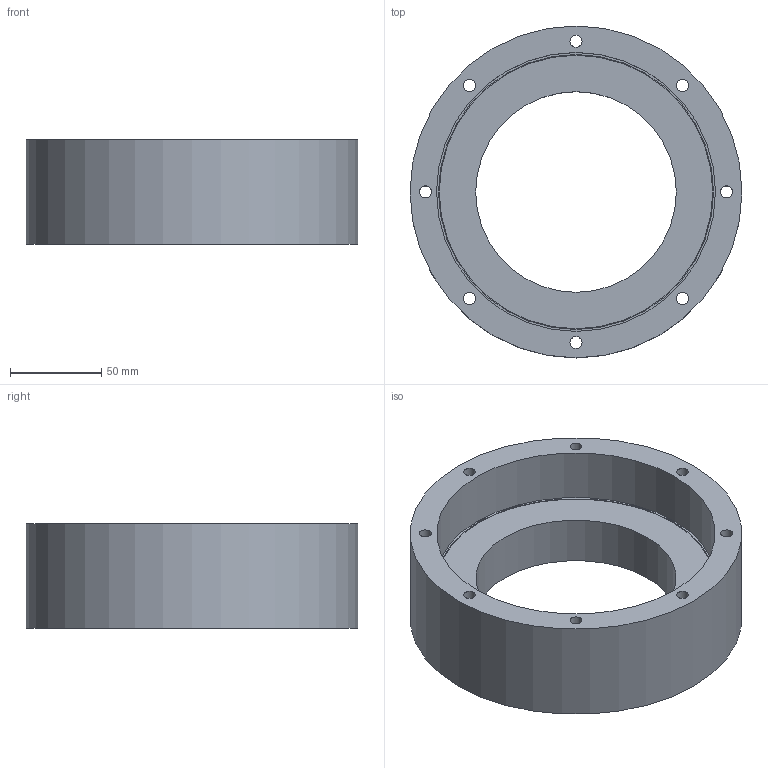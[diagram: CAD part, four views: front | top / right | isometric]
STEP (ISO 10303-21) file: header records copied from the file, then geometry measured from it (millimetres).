
FILE_DESCRIPTION(/* description */ (''),/* implementation_level */ '2;1');
FILE_NAME(/* name */ 'MOT Coils.step',/* time_stamp */ '2023-07-27T11:19:57+02:00',/* author */ (''),/* organization */ (''),/* preprocessor_version */ 'ST-DEVELOPER v20',/* originating_system */ 'Autodesk Translation Framework v12.9.0.99',/* authorisation */ '');
FILE_SCHEMA (('AUTOMOTIVE_DESIGN { 1 0 10303 214 3 1 1 }'));
Length unit declared in the file: millimetre
Products named in the file (3): CoilQuad; CoilQ2a; CoilQ1
Assembly tree (2 placements, depth 2):
  CoilQuad
    CoilQ2a
    CoilQ1
Bounding box: 182 x 182 x 57.2 mm (x, y, z)
Volume: 658063.8 mm3; surface area: 126501.9 mm2
Topology: 2 solids, 2 shells, 34 faces, 63 edges, 42 vertices
Faces by surface type: cylinder 21, plane 13
Full cylindrical faces by diameter (mm): 6.6 x8, 13 x8, 110 x1, 150 x1, 150.8 x1, 153 x1, 182 x1
Entity records: 994 total; most frequent: DIRECTION 183, CARTESIAN_POINT 144, ORIENTED_EDGE 126, AXIS2_PLACEMENT_3D 81, EDGE_LOOP 63, EDGE_CURVE 63, CIRCLE 42, VERTEX_POINT 42
